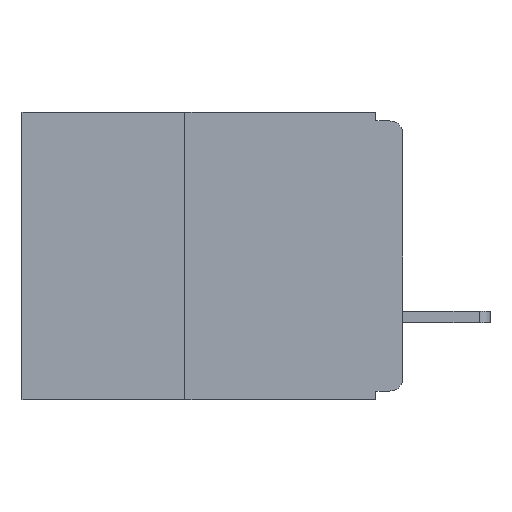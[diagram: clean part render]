
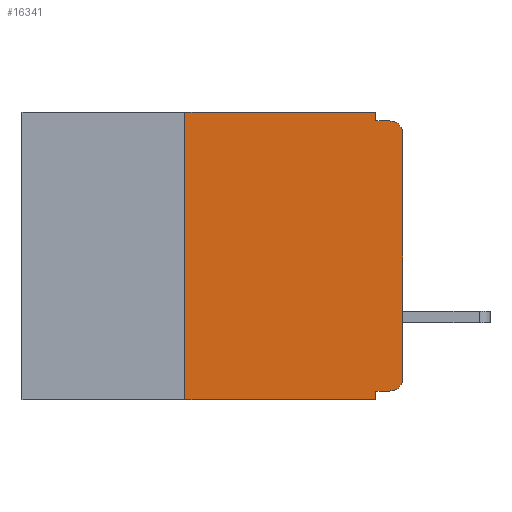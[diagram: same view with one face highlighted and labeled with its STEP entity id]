
A CAD part, left-side view. The second image highlights one B-rep face of the part: STEP entity #16341.
In plain terms, the highlighted planar face has unit normal (-1, 0, 0).
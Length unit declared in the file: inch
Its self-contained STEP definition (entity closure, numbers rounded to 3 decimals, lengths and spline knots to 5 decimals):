
#99 = EDGE_CURVE ( 'NONE', #13248, #19791, #11329, .T. ) ;
#307 = VERTEX_POINT ( 'NONE', #8296 ) ;
#1099 = VERTEX_POINT ( 'NONE', #20510 ) ;
#1270 = DIRECTION ( 'NONE',  ( 0., 0., -1. ) ) ;
#1288 = LINE ( 'NONE', #1956, #9677 ) ;
#1305 = DIRECTION ( 'NONE',  ( 0., -1., 0. ) ) ;
#1331 = DIRECTION ( 'NONE',  ( 0., 0., -1. ) ) ;
#1737 = VECTOR ( 'NONE', #18273, 39.37008 ) ;
#1739 = VERTEX_POINT ( 'NONE', #6047 ) ;
#1956 = CARTESIAN_POINT ( 'NONE',  ( 0., 0.437, -0.33 ) ) ;
#2364 = EDGE_CURVE ( 'NONE', #15151, #19791, #1288, .T. ) ;
#2444 = VECTOR ( 'NONE', #1270, 39.37008 ) ;
#3980 = ORIENTED_EDGE ( 'NONE', *, *, #13285, .T. ) ;
#4390 = CARTESIAN_POINT ( 'NONE',  ( 0., 0., 0. ) ) ;
#4836 = EDGE_CURVE ( 'NONE', #307, #1739, #6243, .T. ) ;
#5244 = VECTOR ( 'NONE', #15117, 39.37008 ) ;
#5395 = AXIS2_PLACEMENT_3D ( 'NONE', #7835, #19154, #9496 ) ;
#5422 = VECTOR ( 'NONE', #9436, 39.37008 ) ;
#6047 = CARTESIAN_POINT ( 'NONE',  ( 0., 0.015, -0.01 ) ) ;
#6243 = LINE ( 'NONE', #18391, #1737 ) ;
#6386 = ORIENTED_EDGE ( 'NONE', *, *, #2364, .T. ) ;
#6486 = AXIS2_PLACEMENT_3D ( 'NONE', #20927, #11341, #1331 ) ;
#6949 = VECTOR ( 'NONE', #1305, 39.37008 ) ;
#6972 = CARTESIAN_POINT ( 'NONE',  ( 0., 0.031, 0. ) ) ;
#7087 = VERTEX_POINT ( 'NONE', #14972 ) ;
#7274 = VECTOR ( 'NONE', #8591, 39.37008 ) ;
#7520 = EDGE_CURVE ( 'NONE', #7903, #1739, #19619, .T. ) ;
#7528 = CIRCLE ( 'NONE', #5395, 0.015 ) ;
#7812 = CARTESIAN_POINT ( 'NONE',  ( 0., 0., -0.305 ) ) ;
#7835 = CARTESIAN_POINT ( 'NONE',  ( 0., 0.015, -0.305 ) ) ;
#7903 = VERTEX_POINT ( 'NONE', #20165 ) ;
#8208 = EDGE_CURVE ( 'NONE', #1099, #7087, #10805, .T. ) ;
#8296 = CARTESIAN_POINT ( 'NONE',  ( 0., 0.031, -0.01 ) ) ;
#8591 = DIRECTION ( 'NONE',  ( 0., 1., 0. ) ) ;
#8796 = DIRECTION ( 'NONE',  ( 0., 0., 1. ) ) ;
#9436 = DIRECTION ( 'NONE',  ( 0., 0., 1. ) ) ;
#9496 = DIRECTION ( 'NONE',  ( 0., 0., -1. ) ) ;
#9677 = VECTOR ( 'NONE', #12437, 39.37008 ) ;
#10164 = LINE ( 'NONE', #6972, #5244 ) ;
#10547 = VERTEX_POINT ( 'NONE', #7812 ) ;
#10805 = LINE ( 'NONE', #11318, #6949 ) ;
#11041 = ORIENTED_EDGE ( 'NONE', *, *, #99, .F. ) ;
#11196 = VERTEX_POINT ( 'NONE', #20694 ) ;
#11318 = CARTESIAN_POINT ( 'NONE',  ( 0., 0.437, 0. ) ) ;
#11329 = LINE ( 'NONE', #11463, #2444 ) ;
#11341 = DIRECTION ( 'NONE',  ( -1., 0., 0. ) ) ;
#11463 = CARTESIAN_POINT ( 'NONE',  ( 0., 0.031, -0.33 ) ) ;
#11551 = ORIENTED_EDGE ( 'NONE', *, *, #13004, .F. ) ;
#11667 = DIRECTION ( 'NONE',  ( 0., 0., -1. ) ) ;
#12063 = ORIENTED_EDGE ( 'NONE', *, *, #8208, .F. ) ;
#12156 = LINE ( 'NONE', #18278, #7274 ) ;
#12437 = DIRECTION ( 'NONE',  ( 0., -1., 0. ) ) ;
#12931 = AXIS2_PLACEMENT_3D ( 'NONE', #19650, #21270, #11667 ) ;
#13004 = EDGE_CURVE ( 'NONE', #11196, #13248, #12156, .T. ) ;
#13229 = PLANE ( 'NONE',  #12931 ) ;
#13248 = VERTEX_POINT ( 'NONE', #14215 ) ;
#13285 = EDGE_CURVE ( 'NONE', #10547, #7903, #14157, .T. ) ;
#14100 = ORIENTED_EDGE ( 'NONE', *, *, #19830, .T. ) ;
#14157 = LINE ( 'NONE', #4390, #5422 ) ;
#14215 = CARTESIAN_POINT ( 'NONE',  ( 0., 0.031, -0.32 ) ) ;
#14679 = CARTESIAN_POINT ( 'NONE',  ( 0., 0.25, -0.33 ) ) ;
#14862 = EDGE_CURVE ( 'NONE', #15151, #1099, #16092, .T. ) ;
#14972 = CARTESIAN_POINT ( 'NONE',  ( 0., 0.031, 0. ) ) ;
#15117 = DIRECTION ( 'NONE',  ( 0., 0., -1. ) ) ;
#15151 = VERTEX_POINT ( 'NONE', #14679 ) ;
#15343 = ORIENTED_EDGE ( 'NONE', *, *, #17020, .F. ) ;
#15768 = FACE_OUTER_BOUND ( 'NONE', #19319, .T. ) ;
#16092 = LINE ( 'NONE', #18481, #20809 ) ;
#16341 = ADVANCED_FACE ( 'NONE', ( #15768 ), #13229, .F. ) ;
#17020 = EDGE_CURVE ( 'NONE', #7087, #307, #10164, .T. ) ;
#17574 = ORIENTED_EDGE ( 'NONE', *, *, #7520, .T. ) ;
#18273 = DIRECTION ( 'NONE',  ( 0., -1., 0. ) ) ;
#18278 = CARTESIAN_POINT ( 'NONE',  ( 0., 0., -0.32 ) ) ;
#18334 = ORIENTED_EDGE ( 'NONE', *, *, #14862, .F. ) ;
#18391 = CARTESIAN_POINT ( 'NONE',  ( 0., 0., -0.01 ) ) ;
#18481 = CARTESIAN_POINT ( 'NONE',  ( 0., 0.25, -0.33 ) ) ;
#19060 = ORIENTED_EDGE ( 'NONE', *, *, #4836, .F. ) ;
#19154 = DIRECTION ( 'NONE',  ( -1., 0., 0. ) ) ;
#19319 = EDGE_LOOP ( 'NONE', ( #3980, #17574, #19060, #15343, #12063, #18334, #6386, #11041, #11551, #14100 ) ) ;
#19619 = CIRCLE ( 'NONE', #6486, 0.015 ) ;
#19650 = CARTESIAN_POINT ( 'NONE',  ( 0., 0.437, 0. ) ) ;
#19791 = VERTEX_POINT ( 'NONE', #20615 ) ;
#19830 = EDGE_CURVE ( 'NONE', #11196, #10547, #7528, .T. ) ;
#20165 = CARTESIAN_POINT ( 'NONE',  ( 0., 0., -0.025 ) ) ;
#20510 = CARTESIAN_POINT ( 'NONE',  ( 0., 0.25, 0. ) ) ;
#20615 = CARTESIAN_POINT ( 'NONE',  ( 0., 0.031, -0.33 ) ) ;
#20694 = CARTESIAN_POINT ( 'NONE',  ( 0., 0.015, -0.32 ) ) ;
#20809 = VECTOR ( 'NONE', #8796, 39.37008 ) ;
#20927 = CARTESIAN_POINT ( 'NONE',  ( 0., 0.015, -0.025 ) ) ;
#21270 = DIRECTION ( 'NONE',  ( 1., 0., 0. ) ) ;
